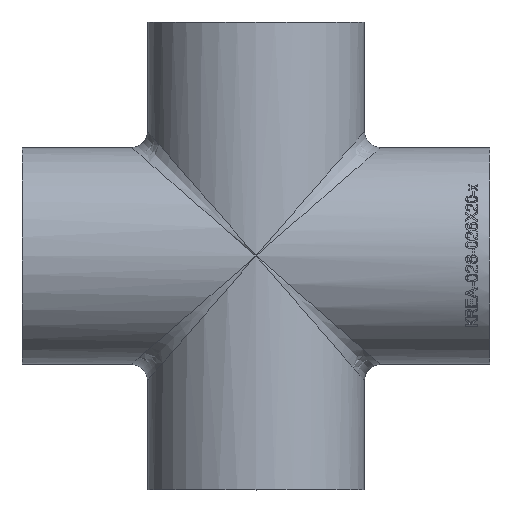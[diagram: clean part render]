
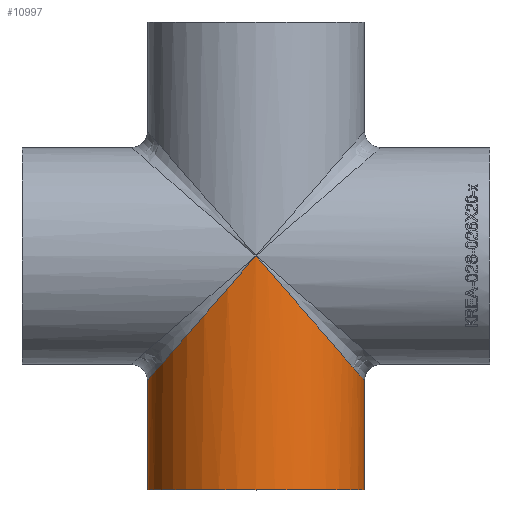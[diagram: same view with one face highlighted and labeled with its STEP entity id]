
A CAD part, top view. The second image highlights one B-rep face of the part: STEP entity #10997.
In plain terms, the highlighted cylindrical face has radius 13.45 mm (diameter 26.9 mm), a full revolution.
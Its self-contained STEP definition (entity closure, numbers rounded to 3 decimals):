
#2308 = EDGE_CURVE ( 'NONE', #7943, #17073, #11779, .T. ) ;
#2821 = CARTESIAN_POINT ( 'NONE',  ( 0., 29., 0. ) ) ;
#3515 = CARTESIAN_POINT ( 'NONE',  ( 0., 0., 13.45 ) ) ;
#3636 = ORIENTED_EDGE ( 'NONE', *, *, #2308, .T. ) ;
#5377 = CIRCLE ( 'NONE', #17459, 13.45 ) ;
#6147 =( BOUNDED_CURVE ( )  B_SPLINE_CURVE ( 3, ( #3515, #9811, #13050, #16710 ),
 .UNSPECIFIED., .F., .F. ) 
 B_SPLINE_CURVE_WITH_KNOTS ( ( 4, 4 ),
 ( 4.712, 7.854 ),
 .UNSPECIFIED. ) 
 CURVE ( )  GEOMETRIC_REPRESENTATION_ITEM ( )  RATIONAL_B_SPLINE_CURVE ( ( 1., 0.333, 0.333, 1. ) ) 
 REPRESENTATION_ITEM ( '' )  );
#7135 = DIRECTION ( 'NONE',  ( 0., 1., 0. ) ) ;
#7394 = EDGE_LOOP ( 'NONE', ( #3636, #13536 ) ) ;
#7535 = DIRECTION ( 'NONE',  ( 0., 0., 1. ) ) ;
#7943 = VERTEX_POINT ( 'NONE', #17638 ) ;
#8131 = CARTESIAN_POINT ( 'NONE',  ( 0., 0., 13.45 ) ) ;
#9130 = EDGE_CURVE ( 'NONE', #13457, #13457, #5377, .T. ) ;
#9811 = CARTESIAN_POINT ( 'NONE',  ( -26.9, -30.9, 13.45 ) ) ;
#9854 = CARTESIAN_POINT ( 'NONE',  ( 26.9, -30.9, 13.45 ) ) ;
#10441 = EDGE_CURVE ( 'NONE', #17073, #7943, #6147, .T. ) ;
#10997 = ADVANCED_FACE ( 'NONE', ( #20798, #14423 ), #17642, .T. ) ;
#11199 = AXIS2_PLACEMENT_3D ( 'NONE', #2821, #20684, #19166 ) ;
#11261 = CARTESIAN_POINT ( 'NONE',  ( 26.9, -30.9, -13.45 ) ) ;
#11779 =( BOUNDED_CURVE ( )  B_SPLINE_CURVE ( 3, ( #13209, #11261, #9854, #8131 ),
 .UNSPECIFIED., .F., .F. ) 
 B_SPLINE_CURVE_WITH_KNOTS ( ( 4, 4 ),
 ( 1.571, 4.712 ),
 .UNSPECIFIED. ) 
 CURVE ( )  GEOMETRIC_REPRESENTATION_ITEM ( )  RATIONAL_B_SPLINE_CURVE ( ( 1., 0.333, 0.333, 1. ) ) 
 REPRESENTATION_ITEM ( '' )  );
#12685 = EDGE_LOOP ( 'NONE', ( #16391 ) ) ;
#13050 = CARTESIAN_POINT ( 'NONE',  ( -26.9, -30.9, -13.45 ) ) ;
#13209 = CARTESIAN_POINT ( 'NONE',  ( 0., 0., -13.45 ) ) ;
#13457 = VERTEX_POINT ( 'NONE', #18408 ) ;
#13536 = ORIENTED_EDGE ( 'NONE', *, *, #10441, .T. ) ;
#14085 = CARTESIAN_POINT ( 'NONE',  ( 0., 0., 13.45 ) ) ;
#14423 = FACE_OUTER_BOUND ( 'NONE', #12685, .T. ) ;
#16391 = ORIENTED_EDGE ( 'NONE', *, *, #9130, .T. ) ;
#16710 = CARTESIAN_POINT ( 'NONE',  ( 0., 0., -13.45 ) ) ;
#17073 = VERTEX_POINT ( 'NONE', #14085 ) ;
#17459 = AXIS2_PLACEMENT_3D ( 'NONE', #18579, #7135, #7535 ) ;
#17638 = CARTESIAN_POINT ( 'NONE',  ( 0., 0., -13.45 ) ) ;
#17642 = CYLINDRICAL_SURFACE ( 'NONE', #11199, 13.45 ) ;
#18408 = CARTESIAN_POINT ( 'NONE',  ( 0., -29., 13.45 ) ) ;
#18579 = CARTESIAN_POINT ( 'NONE',  ( 0., -29., 0. ) ) ;
#19166 = DIRECTION ( 'NONE',  ( 0., 0., -1. ) ) ;
#20684 = DIRECTION ( 'NONE',  ( 0., -1., 0. ) ) ;
#20798 = FACE_OUTER_BOUND ( 'NONE', #7394, .T. ) ;
